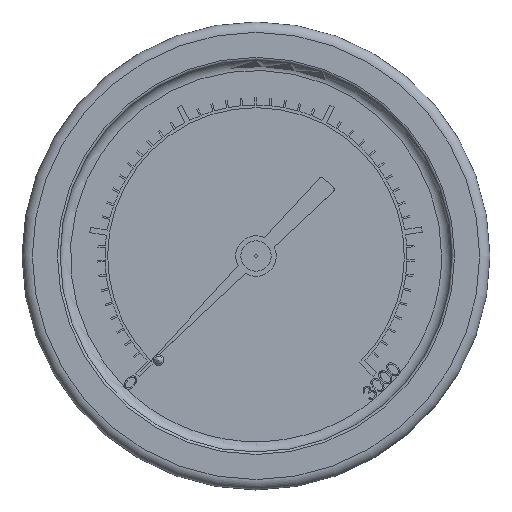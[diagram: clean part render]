
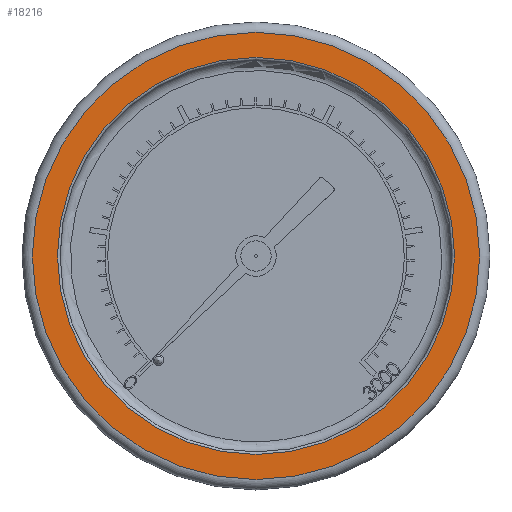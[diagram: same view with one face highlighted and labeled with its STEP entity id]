
A CAD part, top view. The second image highlights one B-rep face of the part: STEP entity #18216.
In plain terms, the highlighted planar face has unit normal (0, 0, 1).
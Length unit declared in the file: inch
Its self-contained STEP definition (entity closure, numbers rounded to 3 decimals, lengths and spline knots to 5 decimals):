
#1309 = EDGE_LOOP ( 'NONE', ( #10093 ) ) ;
#1613 = CIRCLE ( 'NONE', #4380, 1.2965 ) ;
#2284 = ORIENTED_EDGE ( 'NONE', *, *, #17371, .T. ) ;
#2681 = CIRCLE ( 'NONE', #18097, 1.151 ) ;
#3397 = VERTEX_POINT ( 'NONE', #12583 ) ;
#3855 = DIRECTION ( 'NONE',  ( 0., 0., 1. ) ) ;
#4380 = AXIS2_PLACEMENT_3D ( 'NONE', #4771, #10236, #4948 ) ;
#4771 = CARTESIAN_POINT ( 'NONE',  ( 0., 0., 0. ) ) ;
#4948 = DIRECTION ( 'NONE',  ( 1., 0., 0. ) ) ;
#6646 = CARTESIAN_POINT ( 'NONE',  ( 0., 0., 0. ) ) ;
#8331 = DIRECTION ( 'NONE',  ( 0., 0., -1. ) ) ;
#8557 = EDGE_LOOP ( 'NONE', ( #2284 ) ) ;
#10093 = ORIENTED_EDGE ( 'NONE', *, *, #15133, .T. ) ;
#10236 = DIRECTION ( 'NONE',  ( 0., 0., 1. ) ) ;
#10951 = CARTESIAN_POINT ( 'NONE',  ( 1.2965, 0., 0. ) ) ;
#11205 = PLANE ( 'NONE',  #12731 ) ;
#12546 = DIRECTION ( 'NONE',  ( 1., 0., 0. ) ) ;
#12583 = CARTESIAN_POINT ( 'NONE',  ( 1.151, 0., 0. ) ) ;
#12731 = AXIS2_PLACEMENT_3D ( 'NONE', #6646, #3855, #12546 ) ;
#15120 = VERTEX_POINT ( 'NONE', #10951 ) ;
#15133 = EDGE_CURVE ( 'NONE', #3397, #3397, #2681, .T. ) ;
#15373 = FACE_OUTER_BOUND ( 'NONE', #8557, .T. ) ;
#15863 = DIRECTION ( 'NONE',  ( 1., 0., 0. ) ) ;
#16815 = FACE_BOUND ( 'NONE', #1309, .T. ) ;
#17371 = EDGE_CURVE ( 'NONE', #15120, #15120, #1613, .T. ) ;
#17407 = CARTESIAN_POINT ( 'NONE',  ( 0., 0., 0. ) ) ;
#18097 = AXIS2_PLACEMENT_3D ( 'NONE', #17407, #8331, #15863 ) ;
#18216 = ADVANCED_FACE ( 'NONE', ( #16815, #15373 ), #11205, .T. ) ;
